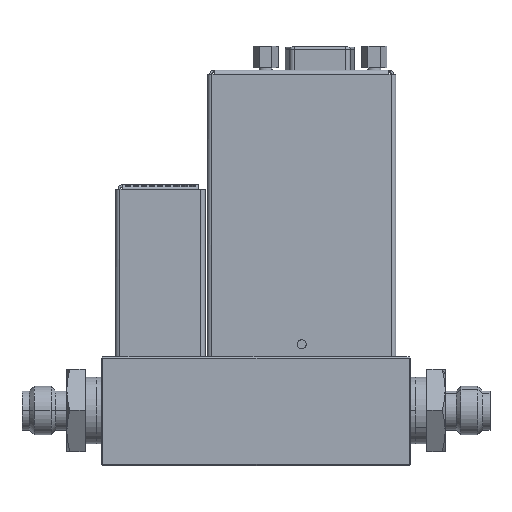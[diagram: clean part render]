
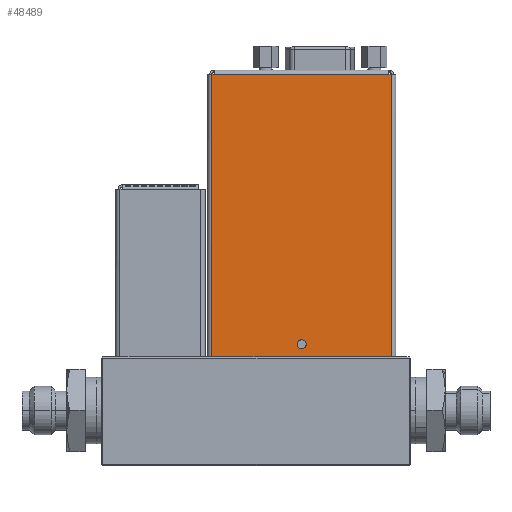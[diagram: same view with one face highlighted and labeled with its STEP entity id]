
A CAD part, top view. The second image highlights one B-rep face of the part: STEP entity #48489.
In plain terms, the highlighted planar face has unit normal (0, 0, 1).
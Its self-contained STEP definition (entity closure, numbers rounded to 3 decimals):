
#20236 = VERTEX_POINT ( 'NONE', #79694 ) ;
#20381 = VERTEX_POINT ( 'NONE', #79839 ) ;
#20958 = VERTEX_POINT ( 'NONE', #80330 ) ;
#21882 = LINE ( 'NONE', #21883, #65910 ) ;
#21883 = CARTESIAN_POINT ( 'NONE',  ( 52.64, 77.3, 12.5 ) ) ;
#21884 = DIRECTION ( 'NONE',  ( -1., 0., 0. ) ) ;
#22046 = EDGE_CURVE ( 'NONE', #42337, #20958, #60289, .T. ) ;
#27274 = FACE_BOUND ( 'NONE', #59802, .T. ) ;
#27276 = FACE_OUTER_BOUND ( 'NONE', #59805, .T. ) ;
#27277 = PLANE ( 'NONE',  #27704 ) ;
#27293 = CARTESIAN_POINT ( 'NONE',  ( 52.64, 12.3, 12.5 ) ) ;
#27294 = DIRECTION ( 'NONE',  ( 0., 0., 1. ) ) ;
#27295 = DIRECTION ( 'NONE',  ( 1., 0., 0. ) ) ;
#27704 = AXIS2_PLACEMENT_3D ( 'NONE', #27293, #27294, #27295 ) ;
#31513 = EDGE_CURVE ( 'NONE', #42650, #42176, #68781, .T. ) ;
#31516 = EDGE_CURVE ( 'NONE', #42556, #20958, #68846, .T. ) ;
#31522 = EDGE_CURVE ( 'NONE', #20236, #20381, #47090, .T. ) ;
#34472 = CARTESIAN_POINT ( 'NONE',  ( 12.46, 77.3, 12.5 ) ) ;
#34684 = CARTESIAN_POINT ( 'NONE',  ( 11.85, 77.3, 12.5 ) ) ;
#34867 = CARTESIAN_POINT ( 'NONE',  ( 53.15, 77.3, 12.5 ) ) ;
#34947 = CARTESIAN_POINT ( 'NONE',  ( 53.15, 12.3, 12.5 ) ) ;
#35080 = CARTESIAN_POINT ( 'NONE',  ( 52.54, 77.3, 12.5 ) ) ;
#35538 = LINE ( 'NONE', #35553, #78854 ) ;
#35553 = CARTESIAN_POINT ( 'NONE',  ( 53.15, 12.3, 12.5 ) ) ;
#35554 = DIRECTION ( 'NONE',  ( 0., 1., 0. ) ) ;
#42176 = VERTEX_POINT ( 'NONE', #34472 ) ;
#42337 = VERTEX_POINT ( 'NONE', #34684 ) ;
#42498 = VERTEX_POINT ( 'NONE', #34867 ) ;
#42556 = VERTEX_POINT ( 'NONE', #34947 ) ;
#42650 = VERTEX_POINT ( 'NONE', #35080 ) ;
#44015 = EDGE_CURVE ( 'NONE', #42556, #42498, #35538, .T. ) ;
#47016 = VECTOR ( 'NONE', #68787, 1000. ) ;
#47054 = VECTOR ( 'NONE', #68889, 1000. ) ;
#47090 = CIRCLE ( 'NONE', #47131, 1.025 ) ;
#47131 = AXIS2_PLACEMENT_3D ( 'NONE', #69051, #69053, #69055 ) ;
#48489 = ADVANCED_FACE ( 'NONE', ( #27274, #27276 ), #27277, .T. ) ;
#49601 = VECTOR ( 'NONE', #60294, 1000. ) ;
#51211 = EDGE_CURVE ( 'NONE', #42337, #42176, #56830, .T. ) ;
#54604 = VECTOR ( 'NONE', #56835, 1000. ) ;
#56830 = LINE ( 'NONE', #56833, #54604 ) ;
#56833 = CARTESIAN_POINT ( 'NONE',  ( 11.86, 77.3, 12.5 ) ) ;
#56835 = DIRECTION ( 'NONE',  ( 1., 0., 0. ) ) ;
#59802 = EDGE_LOOP ( 'NONE', ( #78489, #78487 ) ) ;
#59805 = EDGE_LOOP ( 'NONE', ( #78486, #78485, #78481, #78479, #78477, #78475 ) ) ;
#60280 = CARTESIAN_POINT ( 'NONE',  ( 11.85, 77.3, 12.5 ) ) ;
#60289 = LINE ( 'NONE', #60280, #49601 ) ;
#60294 = DIRECTION ( 'NONE',  ( 0., -1., 0. ) ) ;
#65602 = CIRCLE ( 'NONE', #65605, 1.025 ) ;
#65605 = AXIS2_PLACEMENT_3D ( 'NONE', #66560, #66561, #66562 ) ;
#65910 = VECTOR ( 'NONE', #21884, 1000. ) ;
#66560 = CARTESIAN_POINT ( 'NONE',  ( 32.5, 15.2, 12.5 ) ) ;
#66561 = DIRECTION ( 'NONE',  ( 0., 0., 1. ) ) ;
#66562 = DIRECTION ( 'NONE',  ( 1., 0., 0. ) ) ;
#68781 = LINE ( 'NONE', #68785, #47016 ) ;
#68785 = CARTESIAN_POINT ( 'NONE',  ( 52.64, 77.3, 12.5 ) ) ;
#68787 = DIRECTION ( 'NONE',  ( -1., 0., 0. ) ) ;
#68846 = LINE ( 'NONE', #68887, #47054 ) ;
#68887 = CARTESIAN_POINT ( 'NONE',  ( 52.64, 12.3, 12.5 ) ) ;
#68889 = DIRECTION ( 'NONE',  ( -1., 0., 0. ) ) ;
#69051 = CARTESIAN_POINT ( 'NONE',  ( 32.5, 15.2, 12.5 ) ) ;
#69053 = DIRECTION ( 'NONE',  ( 0., 0., 1. ) ) ;
#69055 = DIRECTION ( 'NONE',  ( 1., 0., 0. ) ) ;
#71540 = EDGE_CURVE ( 'NONE', #20381, #20236, #65602, .T. ) ;
#71972 = EDGE_CURVE ( 'NONE', #42498, #42650, #21882, .T. ) ;
#78475 = ORIENTED_EDGE ( 'NONE', *, *, #31513, .T. ) ;
#78477 = ORIENTED_EDGE ( 'NONE', *, *, #71972, .T. ) ;
#78479 = ORIENTED_EDGE ( 'NONE', *, *, #44015, .T. ) ;
#78481 = ORIENTED_EDGE ( 'NONE', *, *, #31516, .F. ) ;
#78485 = ORIENTED_EDGE ( 'NONE', *, *, #22046, .T. ) ;
#78486 = ORIENTED_EDGE ( 'NONE', *, *, #51211, .F. ) ;
#78487 = ORIENTED_EDGE ( 'NONE', *, *, #71540, .F. ) ;
#78489 = ORIENTED_EDGE ( 'NONE', *, *, #31522, .F. ) ;
#78854 = VECTOR ( 'NONE', #35554, 1000. ) ;
#79694 = CARTESIAN_POINT ( 'NONE',  ( 33.525, 15.2, 12.5 ) ) ;
#79839 = CARTESIAN_POINT ( 'NONE',  ( 31.475, 15.2, 12.5 ) ) ;
#80330 = CARTESIAN_POINT ( 'NONE',  ( 11.85, 12.3, 12.5 ) ) ;
